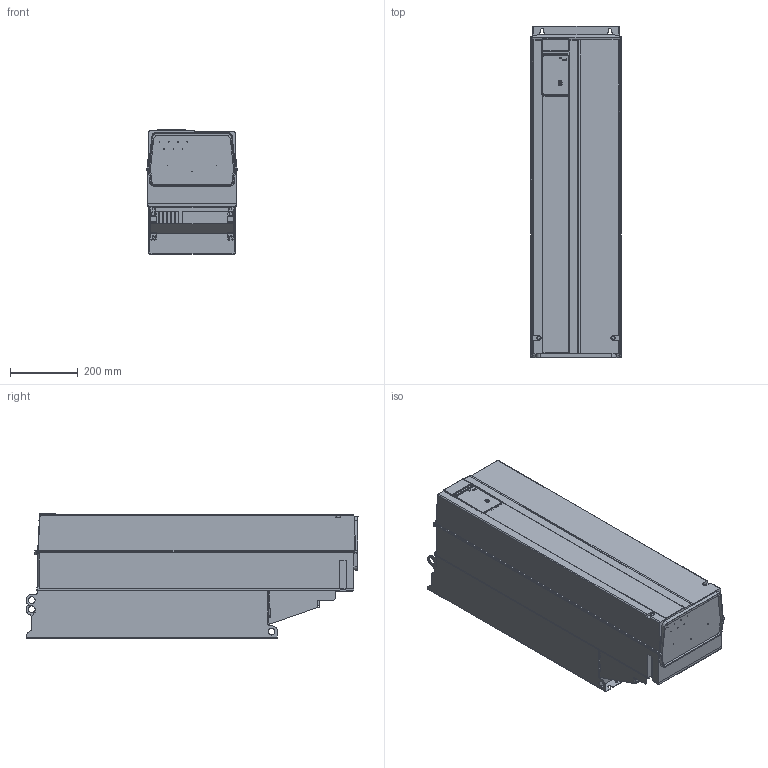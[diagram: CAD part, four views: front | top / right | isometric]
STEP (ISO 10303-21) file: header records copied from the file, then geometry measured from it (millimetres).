
FILE_DESCRIPTION((''),'2;1');
FILE_NAME('MCAD-FK08-IP21-WITHOUT-DISCONNE','2024-04-10T14:08:41',('U388355'),('Danfoss Drives'),'CREO PARAMETRIC BY PTC INC, 2022124','CREO PARAMETRIC BY PTC INC, 2022124','');
FILE_SCHEMA(('CONFIG_CONTROL_DESIGN','GEOMETRIC_VALIDATION_PROPERTIES_MIM'));
Products named in the file (1): MCAD-FK08-IP21-WITHOUT-DISCONNE
Bounding box: 266.78 x 981.39 x 366.93 mm (x, y, z)
Volume: 78272823 mm3; surface area: 1563221.6 mm2
Topology: 1 solids, 1 shells, 1397 faces, 3826 edges, 2474 vertices
Faces by surface type: plane 724, cylinder 454, extrusion 109, bspline 69, cone 30, torus 10, sphere 1
Entity records: 60795 total; most frequent: CARTESIAN_POINT 17398, ORIENTED_EDGE 7650, DIRECTION 6548, EDGE_CURVE 3825, VECTOR 2542, VERTEX_POINT 2474, LINE 2433, AXIS2_PLACEMENT_3D 2003
